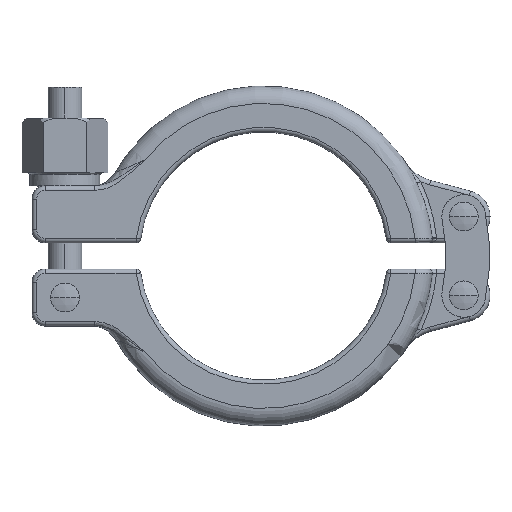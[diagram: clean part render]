
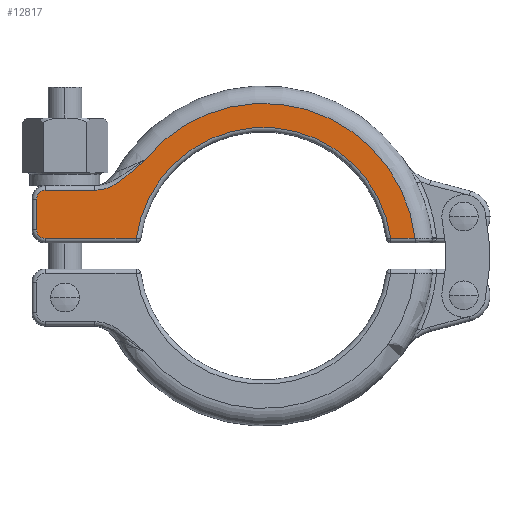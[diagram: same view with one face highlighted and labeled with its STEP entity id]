
A CAD part, top view. The second image highlights one B-rep face of the part: STEP entity #12817.
In plain terms, the highlighted planar face has unit normal (0, 0, 1).
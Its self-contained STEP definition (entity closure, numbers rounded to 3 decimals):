
#15 = CARTESIAN_POINT ( 'NONE',  ( -28.191, 4., 8.5 ) ) ;
#294 = ORIENTED_EDGE ( 'NONE', *, *, #9494, .T. ) ;
#467 = DIRECTION ( 'NONE',  ( 0., 0., 1. ) ) ;
#559 = CARTESIAN_POINT ( 'NONE',  ( -49.85, 15., 8.5 ) ) ;
#747 = VECTOR ( 'NONE', #1540, 1000. ) ;
#1090 = EDGE_CURVE ( 'NONE', #13562, #2297, #12215, .T. ) ;
#1219 = VECTOR ( 'NONE', #5521, 1000. ) ;
#1493 = CARTESIAN_POINT ( 'NONE',  ( -30.472, 18.932, 8.5 ) ) ;
#1540 = DIRECTION ( 'NONE',  ( -1., 0., 0. ) ) ;
#1590 = DIRECTION ( 'NONE',  ( 0., -1., 0. ) ) ;
#1628 = CARTESIAN_POINT ( 'NONE',  ( -35.46, 15.589, 8.5 ) ) ;
#1678 = CARTESIAN_POINT ( 'NONE',  ( -27.028, 22., 8.5 ) ) ;
#1679 = VERTEX_POINT ( 'NONE', #5499 ) ;
#1801 = DIRECTION ( 'NONE',  ( 0., 0., 1. ) ) ;
#2092 = DIRECTION ( 'NONE',  ( 1., 0., 0. ) ) ;
#2297 = VERTEX_POINT ( 'NONE', #2649 ) ;
#2451 = CARTESIAN_POINT ( 'NONE',  ( 0., 0., 8.5 ) ) ;
#2590 = PLANE ( 'NONE',  #12307 ) ;
#2634 = CARTESIAN_POINT ( 'NONE',  ( -35.734, 15.488, 8.5 ) ) ;
#2649 = CARTESIAN_POINT ( 'NONE',  ( -49.85, 15., 8.5 ) ) ;
#2749 = CARTESIAN_POINT ( 'NONE',  ( -51.85, 13., 8.5 ) ) ;
#2781 = CARTESIAN_POINT ( 'NONE',  ( 34.721, 4., 8.5 ) ) ;
#2785 = CARTESIAN_POINT ( 'NONE',  ( 34.62, 4., 8.5 ) ) ;
#3149 = ORIENTED_EDGE ( 'NONE', *, *, #5401, .T. ) ;
#3217 = VECTOR ( 'NONE', #1590, 1000. ) ;
#3491 = CARTESIAN_POINT ( 'NONE',  ( -29.076, 4., 8.5 ) ) ;
#3690 = CARTESIAN_POINT ( 'NONE',  ( -33.165, 16.759, 8.5 ) ) ;
#3875 = DIRECTION ( 'NONE',  ( 1., 0., 0. ) ) ;
#3927 = AXIS2_PLACEMENT_3D ( 'NONE', #4354, #8465, #2092 ) ;
#4295 = EDGE_CURVE ( 'NONE', #10371, #8533, #8231, .T. ) ;
#4311 = ORIENTED_EDGE ( 'NONE', *, *, #10092, .T. ) ;
#4354 = CARTESIAN_POINT ( 'NONE',  ( 0., 0., 8.5 ) ) ;
#4366 = CIRCLE ( 'NONE', #3927, 29.35 ) ;
#4484 = ORIENTED_EDGE ( 'NONE', *, *, #1090, .T. ) ;
#4538 = CARTESIAN_POINT ( 'NONE',  ( -51.85, 6., 8.5 ) ) ;
#4989 = CARTESIAN_POINT ( 'NONE',  ( -49.85, 6., 8.5 ) ) ;
#5068 = DIRECTION ( 'NONE',  ( 0., 0., 1. ) ) ;
#5401 = EDGE_CURVE ( 'NONE', #2297, #11862, #9155, .T. ) ;
#5499 = CARTESIAN_POINT ( 'NONE',  ( -49.85, 4., 8.5 ) ) ;
#5521 = DIRECTION ( 'NONE',  ( 1., 0., 0. ) ) ;
#5941 = CARTESIAN_POINT ( 'NONE',  ( -37.972, 15., 8.5 ) ) ;
#6161 = LINE ( 'NONE', #2781, #10282 ) ;
#6175 = AXIS2_PLACEMENT_3D ( 'NONE', #2451, #10105, #11076 ) ;
#6815 = FACE_OUTER_BOUND ( 'NONE', #7968, .T. ) ;
#6932 = CARTESIAN_POINT ( 'NONE',  ( -36.562, 15.242, 8.5 ) ) ;
#7108 = LINE ( 'NONE', #12344, #3217 ) ;
#7186 = CARTESIAN_POINT ( 'NONE',  ( -49.85, 13., 8.5 ) ) ;
#7660 = EDGE_CURVE ( 'NONE', #12204, #13397, #4366, .T. ) ;
#7968 = EDGE_LOOP ( 'NONE', ( #8252, #10670, #4484, #3149, #10054, #4311, #294, #8395, #8044 ) ) ;
#8005 = CARTESIAN_POINT ( 'NONE',  ( -36.284, 15.315, 8.5 ) ) ;
#8044 = ORIENTED_EDGE ( 'NONE', *, *, #13442, .T. ) ;
#8075 = CARTESIAN_POINT ( 'NONE',  ( -28.76, 20.476, 8.5 ) ) ;
#8103 = DIRECTION ( 'NONE',  ( 1., 0., 0. ) ) ;
#8231 = CIRCLE ( 'NONE', #6175, 34.85 ) ;
#8252 = ORIENTED_EDGE ( 'NONE', *, *, #4295, .T. ) ;
#8395 = ORIENTED_EDGE ( 'NONE', *, *, #7660, .T. ) ;
#8465 = DIRECTION ( 'NONE',  ( 0., 0., -1. ) ) ;
#8533 = VERTEX_POINT ( 'NONE', #1678 ) ;
#8587 = AXIS2_PLACEMENT_3D ( 'NONE', #4989, #1801, #8103 ) ;
#8807 = EDGE_CURVE ( 'NONE', #11862, #12086, #7108, .T. ) ;
#9155 = CIRCLE ( 'NONE', #11623, 2. ) ;
#9218 = CARTESIAN_POINT ( 'NONE',  ( 29.076, 4., 8.5 ) ) ;
#9284 = CIRCLE ( 'NONE', #8587, 2. ) ;
#9494 = EDGE_CURVE ( 'NONE', #1679, #12204, #10754, .T. ) ;
#10054 = ORIENTED_EDGE ( 'NONE', *, *, #8807, .T. ) ;
#10092 = EDGE_CURVE ( 'NONE', #12086, #1679, #9284, .T. ) ;
#10105 = DIRECTION ( 'NONE',  ( 0., 0., 1. ) ) ;
#10274 = CARTESIAN_POINT ( 'NONE',  ( -38.554, 15., 8.5 ) ) ;
#10282 = VECTOR ( 'NONE', #11472, 1000. ) ;
#10371 = VERTEX_POINT ( 'NONE', #2785 ) ;
#10670 = ORIENTED_EDGE ( 'NONE', *, *, #11549, .T. ) ;
#10754 = LINE ( 'NONE', #15, #1219 ) ;
#11076 = DIRECTION ( 'NONE',  ( 1., 0., 0. ) ) ;
#11183 = CARTESIAN_POINT ( 'NONE',  ( -27.028, 22., 8.5 ) ) ;
#11251 = CARTESIAN_POINT ( 'NONE',  ( -37.402, 15.063, 8.5 ) ) ;
#11273 = CARTESIAN_POINT ( 'NONE',  ( 0., 0., 8.5 ) ) ;
#11472 = DIRECTION ( 'NONE',  ( 1., 0., 0. ) ) ;
#11549 = EDGE_CURVE ( 'NONE', #8533, #13562, #13913, .T. ) ;
#11623 = AXIS2_PLACEMENT_3D ( 'NONE', #7186, #5068, #3875 ) ;
#11862 = VERTEX_POINT ( 'NONE', #2749 ) ;
#12056 = DIRECTION ( 'NONE',  ( 1., 0., 0. ) ) ;
#12086 = VERTEX_POINT ( 'NONE', #4538 ) ;
#12204 = VERTEX_POINT ( 'NONE', #3491 ) ;
#12215 = LINE ( 'NONE', #559, #747 ) ;
#12307 = AXIS2_PLACEMENT_3D ( 'NONE', #11273, #467, #12056 ) ;
#12344 = CARTESIAN_POINT ( 'NONE',  ( -51.85, 6., 8.5 ) ) ;
#12376 = CARTESIAN_POINT ( 'NONE',  ( -34.13, 16.143, 8.5 ) ) ;
#12448 = CARTESIAN_POINT ( 'NONE',  ( -27.906, 21.251, 8.5 ) ) ;
#12817 = ADVANCED_FACE ( 'NONE', ( #6815 ), #2590, .T. ) ;
#13358 = CARTESIAN_POINT ( 'NONE',  ( -31.33, 18.161, 8.5 ) ) ;
#13397 = VERTEX_POINT ( 'NONE', #9218 ) ;
#13442 = EDGE_CURVE ( 'NONE', #13397, #10371, #6161, .T. ) ;
#13562 = VERTEX_POINT ( 'NONE', #13932 ) ;
#13913 = B_SPLINE_CURVE_WITH_KNOTS ( 'NONE', 3,
 ( #11183, #12448, #8075, #1493, #13358, #3690, #12376, #1628, #2634, #8005, #6932, #11251, #5941, #10274 ),
 .UNSPECIFIED., .F., .F.,
 ( 4, 2, 2, 2, 2, 2, 4 ),
 ( 0., 0.003, 0.007, 0.01, 0.011, 0.012, 0.014 ),
 .UNSPECIFIED. ) ;
#13932 = CARTESIAN_POINT ( 'NONE',  ( -38.554, 15., 8.5 ) ) ;
